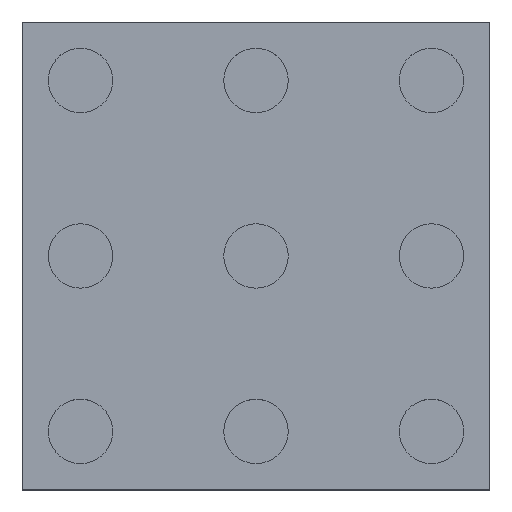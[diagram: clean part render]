
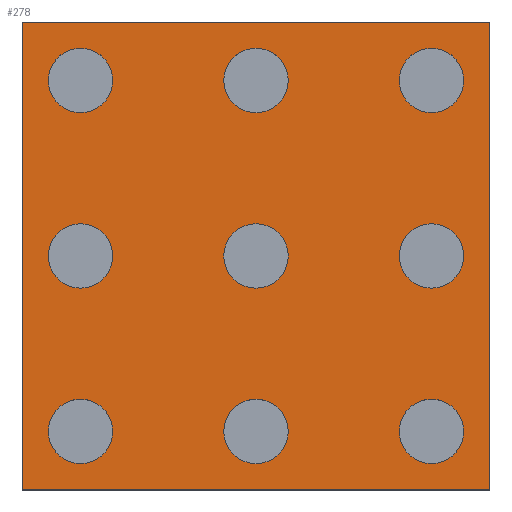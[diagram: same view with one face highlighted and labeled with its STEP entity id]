
A CAD part, top view. The second image highlights one B-rep face of the part: STEP entity #278.
In plain terms, the highlighted planar face has unit normal (0, 0, 1).
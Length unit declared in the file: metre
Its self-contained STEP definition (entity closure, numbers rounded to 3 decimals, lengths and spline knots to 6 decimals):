
#21=LINE('',#465,#33);
#22=LINE('',#468,#34);
#23=LINE('',#470,#35);
#24=LINE('',#472,#36);
#33=VECTOR('',#369,1.);
#34=VECTOR('',#370,1.);
#35=VECTOR('',#371,1.);
#36=VECTOR('',#372,1.);
#45=ORIENTED_EDGE('',*,*,#105,.T.);
#46=ORIENTED_EDGE('',*,*,#106,.F.);
#47=ORIENTED_EDGE('',*,*,#107,.T.);
#48=ORIENTED_EDGE('',*,*,#108,.F.);
#49=ORIENTED_EDGE('',*,*,#109,.F.);
#50=ORIENTED_EDGE('',*,*,#110,.T.);
#51=ORIENTED_EDGE('',*,*,#111,.T.);
#52=ORIENTED_EDGE('',*,*,#112,.F.);
#53=ORIENTED_EDGE('',*,*,#113,.T.);
#54=ORIENTED_EDGE('',*,*,#114,.F.);
#55=ORIENTED_EDGE('',*,*,#115,.F.);
#56=ORIENTED_EDGE('',*,*,#116,.F.);
#57=ORIENTED_EDGE('',*,*,#117,.T.);
#105=EDGE_CURVE('',#135,#135,#161,.T.);
#106=EDGE_CURVE('',#136,#136,#162,.T.);
#107=EDGE_CURVE('',#137,#137,#163,.T.);
#108=EDGE_CURVE('',#138,#138,#164,.T.);
#109=EDGE_CURVE('',#139,#140,#21,.T.);
#110=EDGE_CURVE('',#139,#141,#22,.T.);
#111=EDGE_CURVE('',#141,#142,#23,.T.);
#112=EDGE_CURVE('',#140,#142,#24,.T.);
#113=EDGE_CURVE('',#143,#143,#165,.T.);
#114=EDGE_CURVE('',#144,#144,#166,.T.);
#115=EDGE_CURVE('',#145,#145,#167,.T.);
#116=EDGE_CURVE('',#146,#146,#168,.T.);
#117=EDGE_CURVE('',#147,#147,#169,.T.);
#135=VERTEX_POINT('',#458);
#136=VERTEX_POINT('',#460);
#137=VERTEX_POINT('',#462);
#138=VERTEX_POINT('',#464);
#139=VERTEX_POINT('',#466);
#140=VERTEX_POINT('',#467);
#141=VERTEX_POINT('',#469);
#142=VERTEX_POINT('',#471);
#143=VERTEX_POINT('',#474);
#144=VERTEX_POINT('',#476);
#145=VERTEX_POINT('',#478);
#146=VERTEX_POINT('',#480);
#147=VERTEX_POINT('',#482);
#161=CIRCLE('',#316,0.007);
#162=CIRCLE('',#317,0.007);
#163=CIRCLE('',#318,0.007);
#164=CIRCLE('',#319,0.007);
#165=CIRCLE('',#320,0.007);
#166=CIRCLE('',#321,0.007);
#167=CIRCLE('',#322,0.007);
#168=CIRCLE('',#323,0.007);
#169=CIRCLE('',#324,0.007);
#179=EDGE_LOOP('',(#45));
#180=EDGE_LOOP('',(#46));
#181=EDGE_LOOP('',(#47));
#182=EDGE_LOOP('',(#48));
#183=EDGE_LOOP('',(#49,#50,#51,#52));
#184=EDGE_LOOP('',(#53));
#185=EDGE_LOOP('',(#54));
#186=EDGE_LOOP('',(#55));
#187=EDGE_LOOP('',(#56));
#188=EDGE_LOOP('',(#57));
#221=FACE_BOUND('',#179,.T.);
#222=FACE_BOUND('',#180,.T.);
#223=FACE_BOUND('',#181,.T.);
#224=FACE_BOUND('',#182,.T.);
#225=FACE_BOUND('',#183,.T.);
#226=FACE_BOUND('',#184,.T.);
#227=FACE_BOUND('',#185,.T.);
#228=FACE_BOUND('',#186,.T.);
#229=FACE_BOUND('',#187,.T.);
#230=FACE_BOUND('',#188,.T.);
#263=PLANE('',#315);
#278=ADVANCED_FACE('',(#221,#222,#223,#224,#225,#226,#227,#228,#229,#230),
#263,.T.);
#315=AXIS2_PLACEMENT_3D('',#456,#359,#360);
#316=AXIS2_PLACEMENT_3D('',#457,#361,#362);
#317=AXIS2_PLACEMENT_3D('',#459,#363,#364);
#318=AXIS2_PLACEMENT_3D('',#461,#365,#366);
#319=AXIS2_PLACEMENT_3D('',#463,#367,#368);
#320=AXIS2_PLACEMENT_3D('',#473,#373,#374);
#321=AXIS2_PLACEMENT_3D('',#475,#375,#376);
#322=AXIS2_PLACEMENT_3D('',#477,#377,#378);
#323=AXIS2_PLACEMENT_3D('',#479,#379,#380);
#324=AXIS2_PLACEMENT_3D('',#481,#381,#382);
#359=DIRECTION('',(0.,0.,1.));
#360=DIRECTION('',(1.,0.,0.));
#361=DIRECTION('',(0.,0.,-1.));
#362=DIRECTION('',(1.,0.,0.));
#363=DIRECTION('',(0.,0.,1.));
#364=DIRECTION('',(1.,0.,0.));
#365=DIRECTION('',(0.,0.,-1.));
#366=DIRECTION('',(1.,0.,0.));
#367=DIRECTION('',(0.,0.,1.));
#368=DIRECTION('',(1.,0.,0.));
#369=DIRECTION('',(-1.,0.,0.));
#370=DIRECTION('',(0.,1.,0.));
#371=DIRECTION('',(-1.,0.,0.));
#372=DIRECTION('',(0.,1.,0.));
#373=DIRECTION('',(0.,0.,-1.));
#374=DIRECTION('',(1.,0.,0.));
#375=DIRECTION('',(0.,0.,1.));
#376=DIRECTION('',(1.,0.,0.));
#377=DIRECTION('',(0.,0.,1.));
#378=DIRECTION('',(1.,0.,0.));
#379=DIRECTION('',(0.,0.,1.));
#380=DIRECTION('',(1.,0.,0.));
#381=DIRECTION('',(0.,0.,-1.));
#382=DIRECTION('',(1.,0.,0.));
#456=CARTESIAN_POINT('',(0.,0.,0.0127));
#457=CARTESIAN_POINT('',(-0.0381,0.,0.0127));
#458=CARTESIAN_POINT('',(-0.0311,0.,0.0127));
#459=CARTESIAN_POINT('',(-0.0381,-0.0381,0.0127));
#460=CARTESIAN_POINT('',(-0.0311,-0.0381,0.0127));
#461=CARTESIAN_POINT('',(0.0381,-0.0381,0.0127));
#462=CARTESIAN_POINT('',(0.0451,-0.0381,0.0127));
#463=CARTESIAN_POINT('',(0.,0.,0.0127));
#464=CARTESIAN_POINT('',(0.007,0.,0.0127));
#465=CARTESIAN_POINT('',(0.,-0.0508,0.0127));
#466=CARTESIAN_POINT('',(0.0508,-0.0508,0.0127));
#467=CARTESIAN_POINT('',(-0.0508,-0.0508,0.0127));
#468=CARTESIAN_POINT('',(0.0508,0.,0.0127));
#469=CARTESIAN_POINT('',(0.0508,0.0508,0.0127));
#470=CARTESIAN_POINT('',(0.,0.0508,0.0127));
#471=CARTESIAN_POINT('',(-0.0508,0.0508,0.0127));
#472=CARTESIAN_POINT('',(-0.0508,0.,0.0127));
#473=CARTESIAN_POINT('',(0.,-0.0381,0.0127));
#474=CARTESIAN_POINT('',(0.007,-0.0381,0.0127));
#475=CARTESIAN_POINT('',(0.,0.0381,0.0127));
#476=CARTESIAN_POINT('',(0.007,0.0381,0.0127));
#477=CARTESIAN_POINT('',(0.0381,0.0381,0.0127));
#478=CARTESIAN_POINT('',(0.0451,0.0381,0.0127));
#479=CARTESIAN_POINT('',(0.0381,0.,0.0127));
#480=CARTESIAN_POINT('',(0.0451,0.,0.0127));
#481=CARTESIAN_POINT('',(-0.0381,0.0381,0.0127));
#482=CARTESIAN_POINT('',(-0.0311,0.0381,0.0127));
